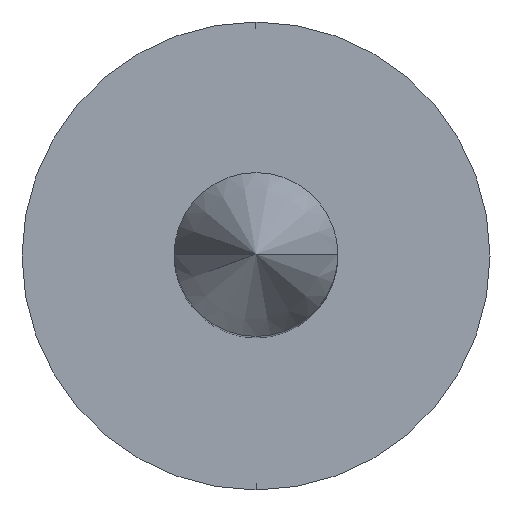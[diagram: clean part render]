
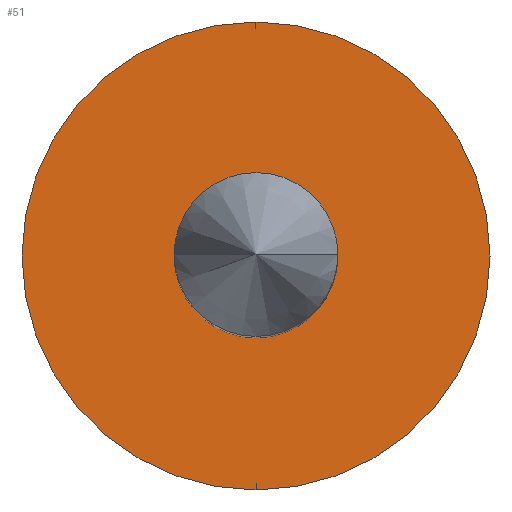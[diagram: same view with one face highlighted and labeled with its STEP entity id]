
A CAD part, top view. The second image highlights one B-rep face of the part: STEP entity #51.
In plain terms, the highlighted planar face has unit normal (0, 0, 1).
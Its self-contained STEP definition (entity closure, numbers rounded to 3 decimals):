
#51=ADVANCED_FACE('',(#64,#65),#66,.T.);
#64=FACE_OUTER_BOUND('',#79,.T.);
#65=FACE_BOUND('',#80,.T.);
#66=PLANE('',#81);
#79=EDGE_LOOP('',(#117,#118,#119));
#80=EDGE_LOOP('',(#120,#121));
#81=AXIS2_PLACEMENT_3D('',#122,#123,#124);
#117=ORIENTED_EDGE('',*,*,#134,.F.);
#118=ORIENTED_EDGE('',*,*,#133,.F.);
#119=ORIENTED_EDGE('',*,*,#143,.F.);
#120=ORIENTED_EDGE('',*,*,#138,.T.);
#121=ORIENTED_EDGE('',*,*,#142,.T.);
#122=CARTESIAN_POINT('',(1.35,0.,0.0));
#123=DIRECTION('',(0.,0.,1.0));
#124=DIRECTION('',(-1.0,0.,0.));
#133=EDGE_CURVE('',#147,#149,#150,.T.);
#134=EDGE_CURVE('',#149,#145,#151,.T.);
#138=EDGE_CURVE('',#153,#157,#159,.T.);
#142=EDGE_CURVE('',#157,#153,#164,.T.);
#143=EDGE_CURVE('',#145,#147,#165,.T.);
#145=VERTEX_POINT('',#167);
#147=VERTEX_POINT('',#169);
#149=VERTEX_POINT('',#171);
#150=CIRCLE('',#172,2.0);
#151=CIRCLE('',#173,2.0);
#153=VERTEX_POINT('',#175);
#157=VERTEX_POINT('',#180);
#159=CIRCLE('',#183,0.7);
#164=CIRCLE('',#190,0.7);
#165=CIRCLE('',#191,2.0);
#167=CARTESIAN_POINT('',(0.,-2.0,0.));
#169=CARTESIAN_POINT('',(0.,2.0,0.));
#171=CARTESIAN_POINT('',(2.0,0.,0.));
#172=AXIS2_PLACEMENT_3D('',#198,#199,#200);
#173=AXIS2_PLACEMENT_3D('',#201,#202,#203);
#175=CARTESIAN_POINT('',(0.7,0.,0.));
#180=CARTESIAN_POINT('',(-0.7,0.,0.));
#183=AXIS2_PLACEMENT_3D('',#209,#210,#211);
#190=AXIS2_PLACEMENT_3D('',#217,#218,#219);
#191=AXIS2_PLACEMENT_3D('',#220,#221,#222);
#198=CARTESIAN_POINT('',(0.0,0.,0.));
#199=DIRECTION('',(0.0,0.,-1.0));
#200=DIRECTION('',(1.0,0.0,0.0));
#201=CARTESIAN_POINT('',(0.0,0.,0.));
#202=DIRECTION('',(0.0,0.,-1.0));
#203=DIRECTION('',(1.0,0.0,0.0));
#209=CARTESIAN_POINT('',(0.0,0.,0.));
#210=DIRECTION('',(0.0,0.,-1.0));
#211=DIRECTION('',(1.0,0.0,0.0));
#217=CARTESIAN_POINT('',(0.0,0.,0.));
#218=DIRECTION('',(0.0,0.,-1.0));
#219=DIRECTION('',(1.0,0.0,0.0));
#220=CARTESIAN_POINT('',(0.0,0.,0.));
#221=DIRECTION('',(0.0,0.,-1.0));
#222=DIRECTION('',(1.0,0.0,0.0));
